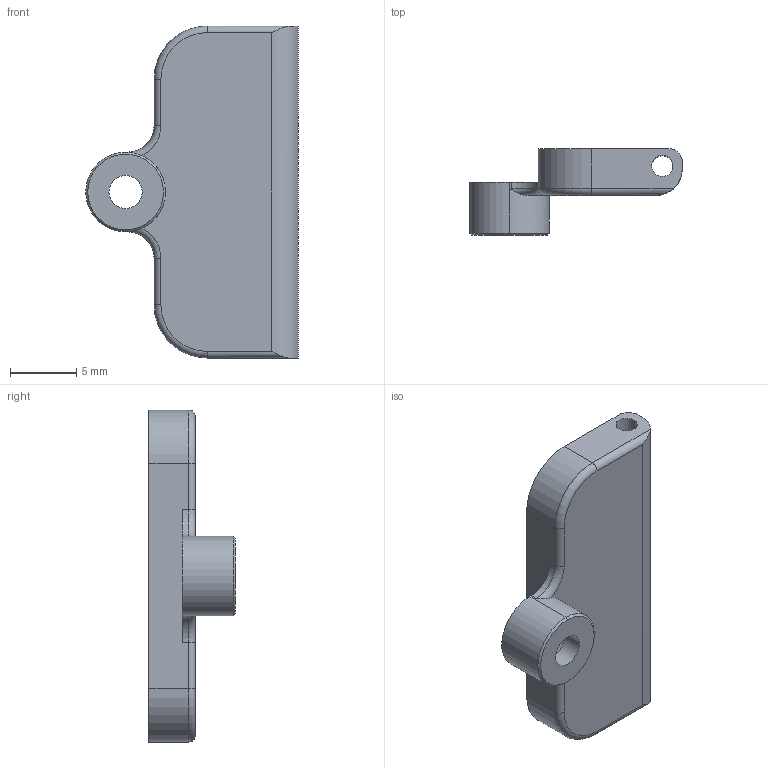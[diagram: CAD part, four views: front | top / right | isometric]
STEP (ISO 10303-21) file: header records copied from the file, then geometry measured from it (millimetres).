
FILE_DESCRIPTION (( 'STEP AP203' ), '1' );
FILE_NAME ('Porte MicroSD.STEP', '2019-05-15T07:52:49', ( '' ), ( '' ), 'SwSTEP 2.0', 'SolidWorks 2019', '' );
FILE_SCHEMA (( 'CONFIG_CONTROL_DESIGN' ));
Length unit declared in the file: millimetre
Products named in the file (1): Porte MicroSD
Bounding box: 16 x 6.5 x 25 mm (x, y, z)
Volume: 871.8 mm3; surface area: 1070 mm2
Topology: 1 solids, 1 shells, 46 faces, 112 edges, 71 vertices
Faces by surface type: cylinder 22, plane 17, torus 5, cone 2
Entity records: 1483 total; most frequent: CARTESIAN_POINT 285, DIRECTION 248, ORIENTED_EDGE 224, EDGE_CURVE 112, AXIS2_PLACEMENT_3D 96, VERTEX_POINT 71, LINE 56, VECTOR 56
